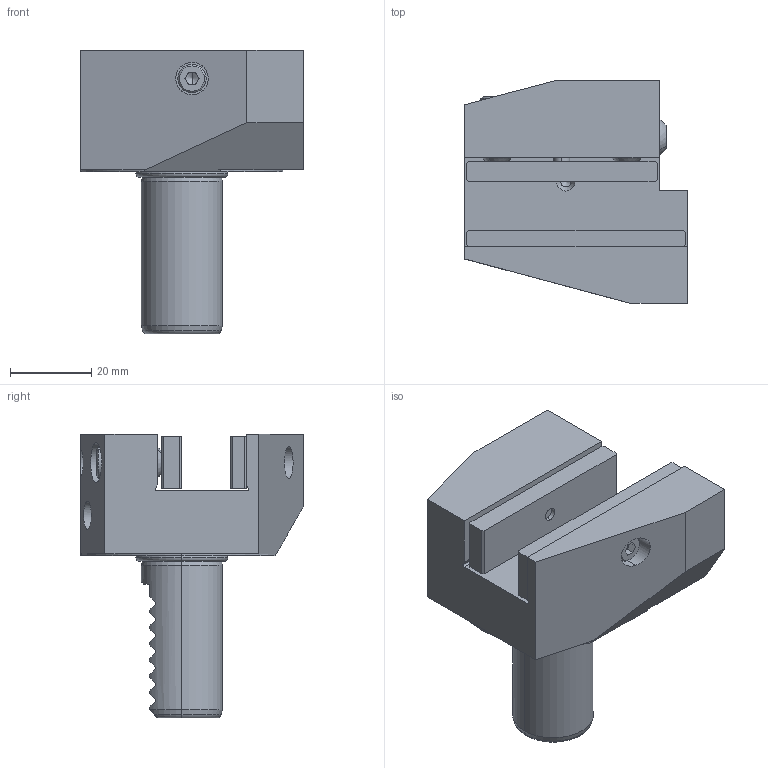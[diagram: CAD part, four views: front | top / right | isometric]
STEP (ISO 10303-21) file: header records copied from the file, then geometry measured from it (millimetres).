
FILE_DESCRIPTION (( 'STEP AP203' ), '1' );
FILE_NAME ('STEP.STEP', '2019-05-21T06:52:30', ( '' ), ( '' ), 'SwSTEP 2.0', 'SolidWorks 2017', '' );
FILE_SCHEMA (( 'CONFIG_CONTROL_DESIGN' ));
Length unit declared in the file: inch
Products named in the file (1): STEP
Bounding box: 55 x 55 x 70 mm (x, y, z)
Volume: 73241.9 mm3; surface area: 24679.2 mm2
Topology: 12 solids, 12 shells, 281 faces, 678 edges, 419 vertices
Faces by surface type: plane 140, cylinder 75, cone 43, torus 17, sphere 4, bspline 2
Entity records: 10118 total; most frequent: CARTESIAN_POINT 3596, DIRECTION 1364, ORIENTED_EDGE 1312, EDGE_CURVE 656, AXIS2_PLACEMENT_3D 499, VERTEX_POINT 413, LINE 366, VECTOR 366
